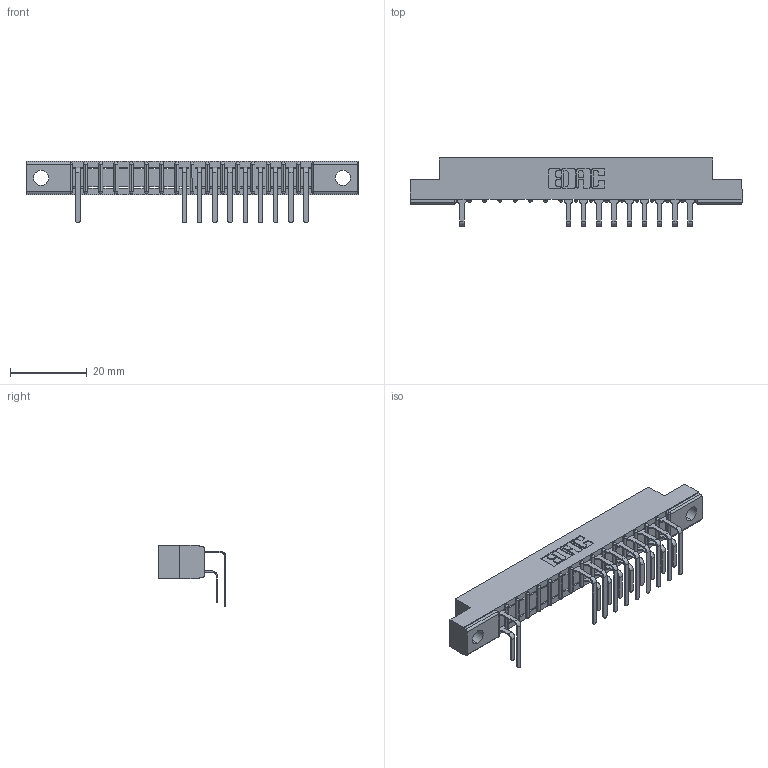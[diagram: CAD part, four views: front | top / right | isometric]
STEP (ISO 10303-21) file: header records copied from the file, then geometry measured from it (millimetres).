
FILE_DESCRIPTION (( 'STEP AP203' ), '1' );
FILE_NAME ('307-032-559-202.STEP', '2018-08-04T22:55:33', ( '' ), ( '' ), 'SwSTEP 2.0', 'SolidWorks 2016', '' );
FILE_SCHEMA (( 'CONFIG_CONTROL_DESIGN' ));
Length unit declared in the file: inch
Products named in the file (4): 307 Part_.128 Dia Mounting Holes; 307-290-001_558 559 - 1 (Single); 307-290-001_559 - 2 (Single); 307-032-559-202
Assembly tree (20 placements, depth 2):
  307-032-559-202
    307 Part_.128 Dia Mounting Holes
    307-290-001_558 559 - 1 (Single)  x9
    307-290-001_559 - 2 (Single)  x10
Bounding box: 86.41 x 17.69 x 16.08 mm (x, y, z)
Volume: 5482.6 mm3; surface area: 8707.6 mm2
Topology: 20 solids, 20 shells, 1215 faces, 3437 edges, 2218 vertices
Faces by surface type: plane 775, cylinder 406, sphere 34
Entity records: 18467 total; most frequent: CARTESIAN_POINT 3085, ORIENTED_EDGE 3066, DIRECTION 3019, EDGE_CURVE 1533, LINE 1163, VECTOR 1163, VERTEX_POINT 994, AXIS2_PLACEMENT_3D 928
